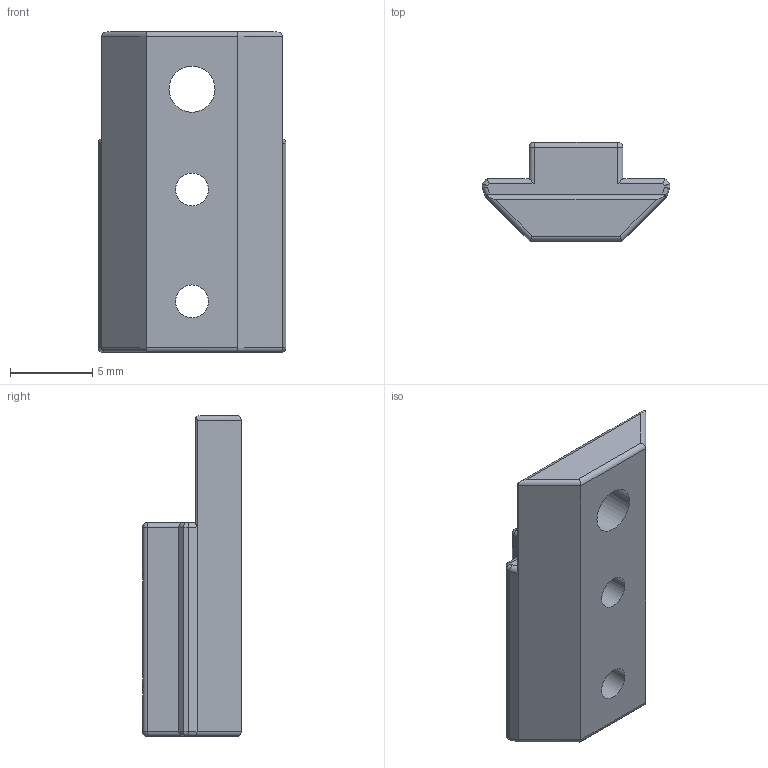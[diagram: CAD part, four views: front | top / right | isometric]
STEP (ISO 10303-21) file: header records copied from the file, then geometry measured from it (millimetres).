
FILE_DESCRIPTION(/* description */ (''),/* implementation_level */ '2;1');
FILE_NAME(/* name */ 'mag slots 5x3 1mm.step',/* time_stamp */ '2022-08-26T11:02:53-05:00',/* author */ (''),/* organization */ (''),/* preprocessor_version */ 'ST-DEVELOPER v19',/* originating_system */ 'Autodesk Translation Framework v11.7.0.108',/* authorisation */ '');
FILE_SCHEMA (('AUTOMOTIVE_DESIGN { 1 0 10303 214 3 1 1 }'));
Length unit declared in the file: millimetre
Products named in the file (2): mag slots 5x3 surface; 5x3 magslot
Assembly tree (1 placements, depth 2):
  mag slots 5x3 surface
    5x3 magslot
Bounding box: 11.4 x 6 x 19.5 mm (x, y, z)
Volume: 619.8 mm3; surface area: 762.6 mm2
Topology: 1 solids, 1 shells, 71 faces, 166 edges, 97 vertices
Faces by surface type: cylinder 38, plane 26, sphere 4, torus 2, cone 1
Full cylindrical faces by diameter (mm): 2 x2, 2.8 x1, 5 x2
Entity records: 2122 total; most frequent: CARTESIAN_POINT 407, DIRECTION 375, ORIENTED_EDGE 332, EDGE_CURVE 166, AXIS2_PLACEMENT_3D 141, VERTEX_POINT 97, LINE 93, VECTOR 93
